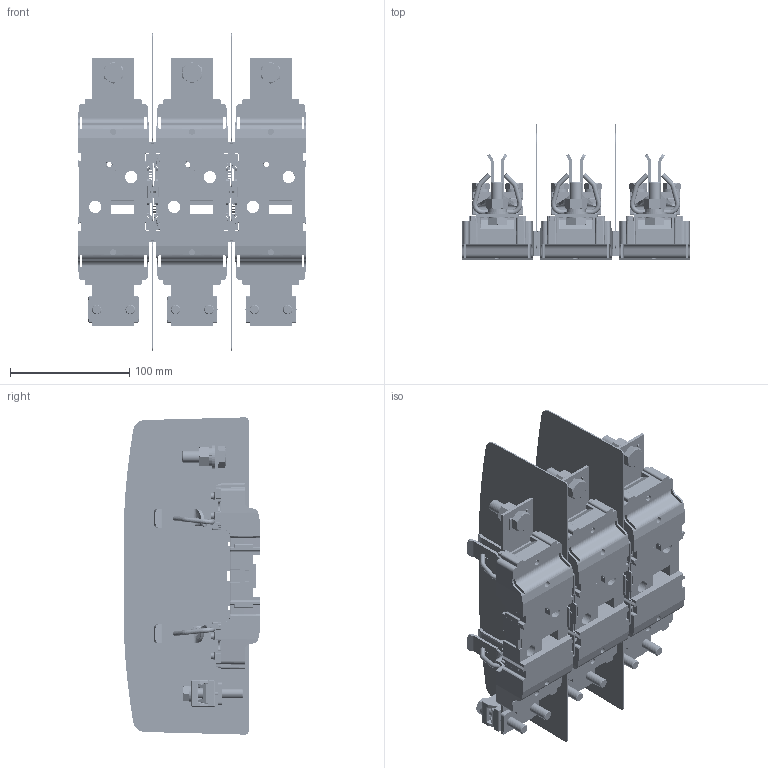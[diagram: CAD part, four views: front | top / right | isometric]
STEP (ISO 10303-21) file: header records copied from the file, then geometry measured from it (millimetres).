
FILE_DESCRIPTION((''),'2;1');
FILE_NAME('004121500_PT2_M10-M10_1P_ASM','2023-10-25T11:29:08',('klemen.sitar'),('Audax d.o.o.'),'CREO PARAMETRIC BY PTC INC, 2021304','CREO PARAMETRIC BY PTC INC, 2021304','');
FILE_SCHEMA(('AP242_MANAGED_MODEL_BASED_3D_ENGINEERING_MIM_LF { 1 0 10303 442 1 1 4 }'));
Products named in the file (25): ASM0024_ASM_1_ASM_1; 0000038453_1_1_2_1; 0000038666_AF0_1_1_2_1; 0000038666_AF1_1_1_2_1; 0000047317_1_1_2_1; 66812_FEDERRING_DIN_127_A8_1__4; 65728_SECHSKANTSCHRAUBE_M8X45_4; 70196_KLEMMENTEIL_1_1_1_2_1_1_2; 56427_KLEMMENUNTERTEIL_1_1_1__2; ASM0002_ASM_1_ASM_1_ASM; 2P2_TOP_ASM_1_ASM_1_1_ASM_1_ASM_ASM; ASM0001_ASM_1_ASM_1_ASM; 2P_ASM_1_ASM; 0000032607_1_1_2_1; 0000032604_1_1_2_1; 0000032603_1_1_2_1; 0000032605_1_1_2_1; M10_B_ASM; BASE_ASM; ETI_LOGO_13_2X7_71MM; 0000046866_1_1; BARRIER_ASM; 0000046860_1_1_2_1; ADAPTER_ASM; 004121500_PT2_M10-M10_1P_ASM
Assembly tree (35 placements, depth 7):
  004121500_PT2_M10-M10_1P_ASM
    BASE_ASM  x3
      ASM0024_ASM_1_ASM_1
      0000038453_1_1_2_1
      0000038666_AF0_1_1_2_1
      0000038666_AF1_1_1_2_1
      0000047317_1_1_2_1
      2P_ASM_1_ASM
        ASM0001_ASM_1_ASM_1_ASM
          2P2_TOP_ASM_1_ASM_1_1_ASM_1_ASM_ASM
            66812_FEDERRING_DIN_127_A8_1__4  x2
            65728_SECHSKANTSCHRAUBE_M8X45_4  x2
            70196_KLEMMENTEIL_1_1_1_2_1_1_2
            ASM0002_ASM_1_ASM_1_ASM
              70196_KLEMMENTEIL_1_1_1_2_1_1_2
              56427_KLEMMENUNTERTEIL_1_1_1__2
      M10_B_ASM
        0000032607_1_1_2_1
        0000032604_1_1_2_1
        0000032603_1_1_2_1
        0000032605_1_1_2_1
    ETI_LOGO_13_2X7_71MM
    BARRIER_ASM
      0000046866_1_1  x2
    ADAPTER_ASM
      0000046860_1_1_2_1  x2
Bounding box: 191.8 x 114 x 265.84 mm (x, y, z)
Volume: 195959.2 mm3; surface area: 370596.1 mm2
Topology: 58 solids, 94 shells, 7625 faces, 20007 edges, 12271 vertices
Faces by surface type: cylinder 2769, plane 2639, bspline 1050, cone 524, torus 442, sphere 112, extrusion 89
Entity records: 137358 total; most frequent: CARTESIAN_POINT 52919, ORIENTED_EDGE 11852, DIRECTION 10443, PRESENTATION_STYLE_ASSIGNMENT 6436, STYLED_ITEM 6436, EDGE_CURVE 5940, CURVE_STYLE 4408, VERTEX_POINT 3685
